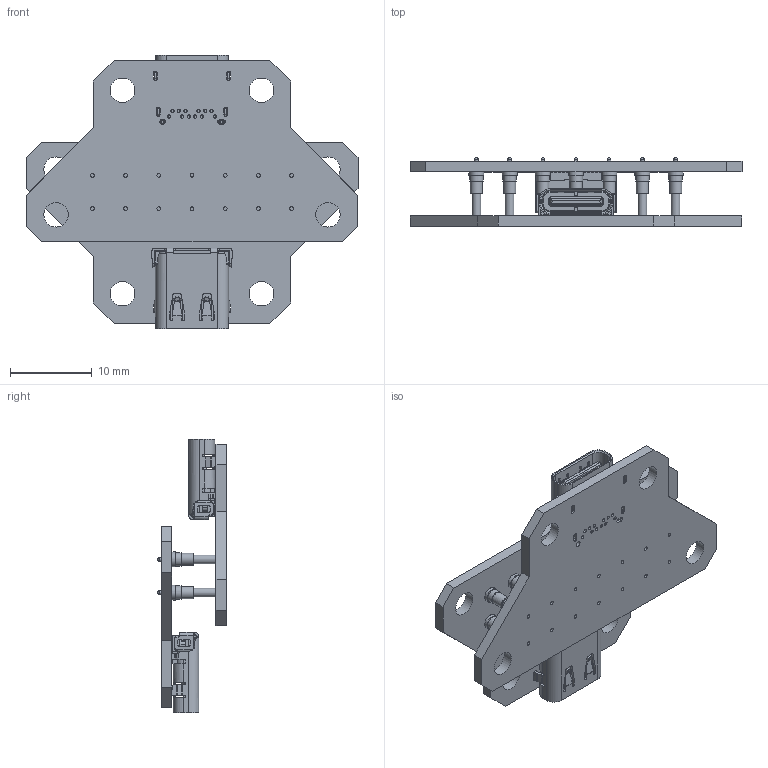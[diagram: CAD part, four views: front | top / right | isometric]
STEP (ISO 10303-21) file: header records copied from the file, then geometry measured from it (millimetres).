
FILE_DESCRIPTION(/* description */ (''),/* implementation_level */ '2;1');
FILE_NAME(/* name */ 'baseline_PCB.step',/* time_stamp */ '2024-02-16T13:24:14-05:00',/* author */ (''),/* organization */ (''),/* preprocessor_version */ 'ST-DEVELOPER v20',/* originating_system */ 'Autodesk Translation Framework v12.20.1.177',/* authorisation */ '');
FILE_SCHEMA (('AUTOMOTIVE_DESIGN { 1 0 10303 214 3 1 1 }'));
Length unit declared in the file: millimetre
Products named in the file (11): baseline_PCB; female_connector; USB4056-03-A_REVA2; commaPOGO; PogoPads; male_connector; USB4056-03-A_REVA2_1; NONE_10; commaPOGO_1; SaberCord_Copy_Male PCB; 2906-4-15-20-75-14-11-0
Assembly tree (38 placements, depth 4):
  baseline_PCB
    female_connector
      USB4056-03-A_REVA2
        NONE_10
      PogoPads  x14
      commaPOGO
        SaberCord_Copy_Male PCB
    male_connector
      USB4056-03-A_REVA2_1
        NONE_10
      2906-4-15-20-75-14-11-0  x14
      commaPOGO_1
        SaberCord_Copy_Male PCB
Bounding box: 40.64 x 8.41 x 33.51 mm (x, y, z)
Volume: 2093.3 mm3; surface area: 4847.4 mm2
Topology: 32 solids, 32 shells, 2272 faces, 6166 edges, 3992 vertices
Faces by surface type: plane 1474, cylinder 682, cone 62, bspline 38, torus 16
Full cylindrical faces by diameter (mm): 0.4 x24, 0.43 x14, 0.45 x44, 0.55 x4, 0.65 x2, 1.06 x14, 1.5 x14, 1.63 x14, 1.75 x14, 1.83 x14, 3 x8
Entity records: 35212 total; most frequent: CARTESIAN_POINT 6570, ORIENTED_EDGE 5890, DIRECTION 5785, EDGE_CURVE 2945, LINE 2189, VECTOR 2189, VERTEX_POINT 1906, AXIS2_PLACEMENT_3D 1798
